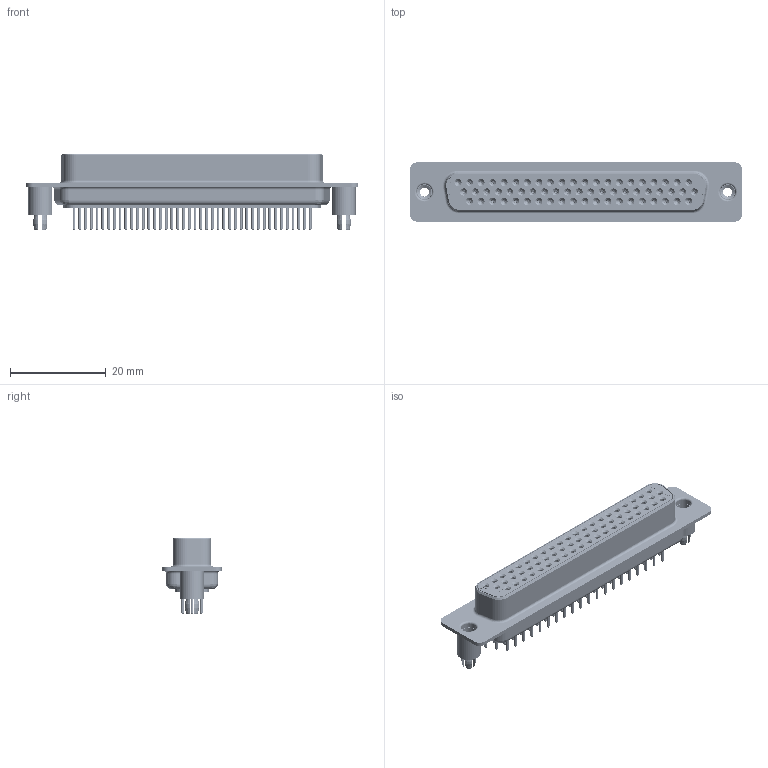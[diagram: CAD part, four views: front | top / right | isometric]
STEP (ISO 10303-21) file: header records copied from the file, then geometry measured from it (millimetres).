
FILE_DESCRIPTION(/* description */ ('HD-D62SY/2M86UN'),/* implementation_level */ '2;1');
FILE_NAME(/* name */ 'K063277.stp',/* time_stamp */ '2018-11-30T16:40:34+01:00',/* author */ ('nf'),/* organization */ (''),/* preprocessor_version */ 'ST-DEVELOPER v17',/* originating_system */ 'Autodesk Inventor 2018',/* authorisation */ '');
FILE_SCHEMA (('AUTOMOTIVE_DESIGN { 1 0 10303 214 3 1 1 }'));
Length unit declared in the file: millimetre
Products named in the file (7): K063277; R+B00159_BG; K062971; R+B01009_BG; N00679_BG; R+B00496_BG; R+B00012_female_BG
Assembly tree (68 placements, depth 3):
  K063277
    R+B00159_BG
    K062971
      R+B01009_BG  x62
      N00679_BG
    R+B00496_BG
    R+B00012_female_BG  x2
Bounding box: 69.5 x 12.4 x 16.1 mm (x, y, z)
Volume: 5194 mm3; surface area: 14583.8 mm2
Topology: 67 solids, 67 shells, 4344 faces, 11190 edges, 7382 vertices
Faces by surface type: plane 2206, cone 1076, cylinder 900, bspline 132, torus 30
Full cylindrical faces by diameter (mm): 0.6 x62, 0.85 x62, 0.88 x62, 1.16 x124, 1.2 x62, 1.28 x62, 1.47 x62, 1.48 x62, 1.485 x62, 1.5 x62, 1.74 x62, 1.75 x62, 1.9 x2, 3 x2, 3.2 x2, 4 x2, 4.06 x4, 5 x6
Entity records: 44781 total; most frequent: CARTESIAN_POINT 9115, DIRECTION 7071, ORIENTED_EDGE 7018, EDGE_CURVE 3509, AXIS2_PLACEMENT_3D 2540, VERTEX_POINT 2300, LINE 1991, VECTOR 1991
